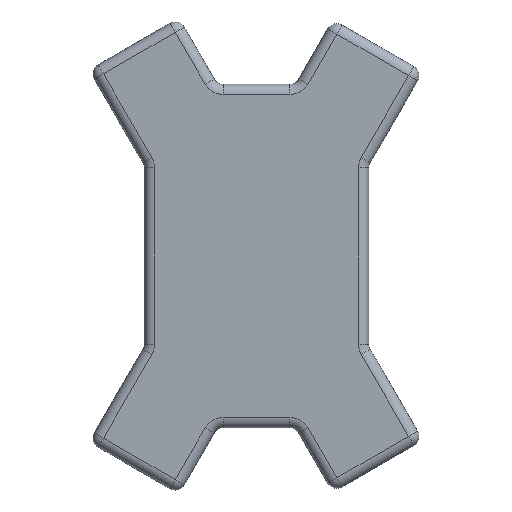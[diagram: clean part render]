
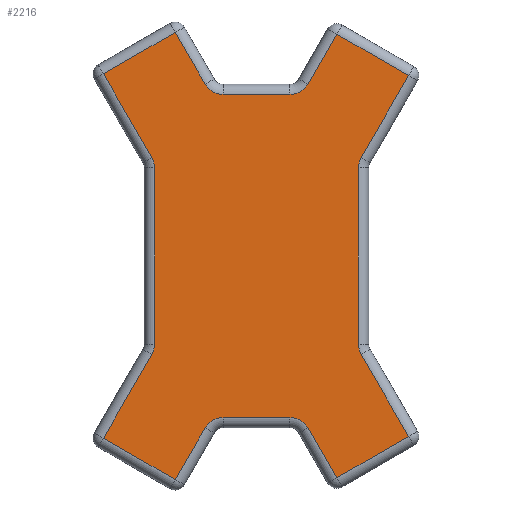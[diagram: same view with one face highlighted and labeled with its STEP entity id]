
A CAD part, front view. The second image highlights one B-rep face of the part: STEP entity #2216.
In plain terms, the highlighted planar face has unit normal (0, -1, 0).
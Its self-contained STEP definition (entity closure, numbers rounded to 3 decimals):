
#48=PLANE('',#2437);
#112=LINE('',#3263,#320);
#116=LINE('',#3281,#324);
#120=LINE('',#3308,#328);
#122=LINE('',#3341,#330);
#124=LINE('',#3351,#332);
#131=LINE('',#3376,#339);
#132=LINE('',#3419,#340);
#135=LINE('',#3423,#343);
#140=LINE('',#3437,#348);
#142=LINE('',#3440,#350);
#148=LINE('',#3455,#356);
#151=LINE('',#3459,#359);
#156=LINE('',#3473,#364);
#162=LINE('',#3488,#370);
#164=LINE('',#3491,#372);
#171=LINE('',#3507,#379);
#320=VECTOR('',#2567,10.);
#324=VECTOR('',#2587,10.);
#328=VECTOR('',#2617,10.);
#330=VECTOR('',#2655,10.);
#332=VECTOR('',#2667,10.);
#339=VECTOR('',#2694,10.);
#340=VECTOR('',#2743,10.);
#343=VECTOR('',#2748,10.);
#348=VECTOR('',#2763,10.);
#350=VECTOR('',#2767,10.);
#356=VECTOR('',#2783,10.);
#359=VECTOR('',#2788,10.);
#364=VECTOR('',#2803,10.);
#370=VECTOR('',#2819,10.);
#372=VECTOR('',#2823,10.);
#379=VECTOR('',#2840,10.);
#633=FACE_OUTER_BOUND('',#766,.T.);
#766=EDGE_LOOP('',(#1771,#1772,#1773,#1774,#1775,#1776,#1777,#1778,#1779,
#1780,#1781,#1782,#1783,#1784,#1785,#1786,#1787,#1788,#1789,#1790,#1791,
#1792,#1793,#1794));
#867=CIRCLE('',#2316,6.);
#872=CIRCLE('',#2323,6.);
#876=CIRCLE('',#2329,6.);
#880=CIRCLE('',#2335,6.);
#898=CIRCLE('',#2361,6.);
#902=CIRCLE('',#2368,6.);
#904=CIRCLE('',#2371,6.);
#910=CIRCLE('',#2378,6.);
#976=VERTEX_POINT('',#3252);
#977=VERTEX_POINT('',#3256);
#984=VERTEX_POINT('',#3275);
#985=VERTEX_POINT('',#3277);
#987=VERTEX_POINT('',#3285);
#989=VERTEX_POINT('',#3289);
#994=VERTEX_POINT('',#3302);
#995=VERTEX_POINT('',#3304);
#998=VERTEX_POINT('',#3314);
#999=VERTEX_POINT('',#3316);
#1000=VERTEX_POINT('',#3320);
#1005=VERTEX_POINT('',#3330);
#1008=VERTEX_POINT('',#3337);
#1009=VERTEX_POINT('',#3344);
#1015=VERTEX_POINT('',#3361);
#1017=VERTEX_POINT('',#3365);
#1022=VERTEX_POINT('',#3381);
#1023=VERTEX_POINT('',#3383);
#1024=VERTEX_POINT('',#3387);
#1025=VERTEX_POINT('',#3388);
#1030=VERTEX_POINT('',#3399);
#1031=VERTEX_POINT('',#3401);
#1032=VERTEX_POINT('',#3405);
#1037=VERTEX_POINT('',#3415);
#1185=EDGE_CURVE('',#977,#976,#112,.T.);
#1192=EDGE_CURVE('',#984,#985,#867,.T.);
#1194=EDGE_CURVE('',#976,#984,#116,.T.);
#1199=EDGE_CURVE('',#989,#987,#872,.T.);
#1205=EDGE_CURVE('',#994,#995,#876,.T.);
#1207=EDGE_CURVE('',#985,#994,#120,.T.);
#1211=EDGE_CURVE('',#998,#999,#880,.T.);
#1222=EDGE_CURVE('',#1000,#1008,#122,.T.);
#1227=EDGE_CURVE('',#1009,#1005,#124,.T.);
#1235=EDGE_CURVE('',#1017,#1015,#898,.T.);
#1240=EDGE_CURVE('',#1008,#1017,#131,.T.);
#1243=EDGE_CURVE('',#1022,#1023,#902,.T.);
#1245=EDGE_CURVE('',#1024,#1025,#904,.T.);
#1251=EDGE_CURVE('',#1030,#1031,#910,.T.);
#1259=EDGE_CURVE('',#1032,#1037,#132,.T.);
#1262=EDGE_CURVE('',#1037,#1030,#135,.T.);
#1269=EDGE_CURVE('',#1025,#1032,#140,.T.);
#1271=EDGE_CURVE('',#1031,#1022,#142,.T.);
#1279=EDGE_CURVE('',#1015,#1024,#148,.T.);
#1282=EDGE_CURVE('',#1023,#1009,#151,.T.);
#1289=EDGE_CURVE('',#1005,#998,#156,.T.);
#1297=EDGE_CURVE('',#995,#1000,#162,.T.);
#1299=EDGE_CURVE('',#999,#989,#164,.T.);
#1308=EDGE_CURVE('',#987,#977,#171,.T.);
#1771=ORIENTED_EDGE('',*,*,#1259,.F.);
#1772=ORIENTED_EDGE('',*,*,#1269,.F.);
#1773=ORIENTED_EDGE('',*,*,#1245,.F.);
#1774=ORIENTED_EDGE('',*,*,#1279,.F.);
#1775=ORIENTED_EDGE('',*,*,#1235,.F.);
#1776=ORIENTED_EDGE('',*,*,#1240,.F.);
#1777=ORIENTED_EDGE('',*,*,#1222,.F.);
#1778=ORIENTED_EDGE('',*,*,#1297,.F.);
#1779=ORIENTED_EDGE('',*,*,#1205,.F.);
#1780=ORIENTED_EDGE('',*,*,#1207,.F.);
#1781=ORIENTED_EDGE('',*,*,#1192,.F.);
#1782=ORIENTED_EDGE('',*,*,#1194,.F.);
#1783=ORIENTED_EDGE('',*,*,#1185,.F.);
#1784=ORIENTED_EDGE('',*,*,#1308,.F.);
#1785=ORIENTED_EDGE('',*,*,#1199,.F.);
#1786=ORIENTED_EDGE('',*,*,#1299,.F.);
#1787=ORIENTED_EDGE('',*,*,#1211,.F.);
#1788=ORIENTED_EDGE('',*,*,#1289,.F.);
#1789=ORIENTED_EDGE('',*,*,#1227,.F.);
#1790=ORIENTED_EDGE('',*,*,#1282,.F.);
#1791=ORIENTED_EDGE('',*,*,#1243,.F.);
#1792=ORIENTED_EDGE('',*,*,#1271,.F.);
#1793=ORIENTED_EDGE('',*,*,#1251,.F.);
#1794=ORIENTED_EDGE('',*,*,#1262,.F.);
#2216=ADVANCED_FACE('',(#633),#48,.T.);
#2316=AXIS2_PLACEMENT_3D('',#3278,#2581,#2582);
#2323=AXIS2_PLACEMENT_3D('',#3291,#2597,#2598);
#2329=AXIS2_PLACEMENT_3D('',#3305,#2611,#2612);
#2335=AXIS2_PLACEMENT_3D('',#3317,#2625,#2626);
#2361=AXIS2_PLACEMENT_3D('',#3367,#2683,#2684);
#2368=AXIS2_PLACEMENT_3D('',#3384,#2701,#2702);
#2371=AXIS2_PLACEMENT_3D('',#3389,#2707,#2708);
#2378=AXIS2_PLACEMENT_3D('',#3402,#2721,#2722);
#2437=AXIS2_PLACEMENT_3D('',#3608,#2923,#2924);
#2567=DIRECTION('',(-0.866,0.,0.5));
#2581=DIRECTION('center_axis',(0.,-1.,0.));
#2582=DIRECTION('ref_axis',(0.966,0.,-0.259));
#2587=DIRECTION('',(0.5,0.,0.866));
#2597=DIRECTION('center_axis',(0.,-1.,0.));
#2598=DIRECTION('ref_axis',(-0.5,0.,0.866));
#2611=DIRECTION('center_axis',(0.,-1.,0.));
#2612=DIRECTION('ref_axis',(0.966,0.,0.259));
#2617=DIRECTION('',(0.,0.,1.));
#2625=DIRECTION('center_axis',(0.,-1.,0.));
#2626=DIRECTION('ref_axis',(0.5,0.,0.866));
#2655=DIRECTION('',(0.866,0.,0.5));
#2667=DIRECTION('',(-0.866,0.,-0.5));
#2683=DIRECTION('center_axis',(0.,-1.,0.));
#2684=DIRECTION('ref_axis',(-0.5,0.,-0.866));
#2694=DIRECTION('',(0.5,0.,-0.866));
#2701=DIRECTION('center_axis',(0.,-1.,0.));
#2702=DIRECTION('ref_axis',(-0.966,0.,-0.259));
#2707=DIRECTION('center_axis',(0.,-1.,0.));
#2708=DIRECTION('ref_axis',(0.5,0.,-0.866));
#2721=DIRECTION('center_axis',(0.,-1.,0.));
#2722=DIRECTION('ref_axis',(-0.966,0.,0.259));
#2743=DIRECTION('',(0.866,0.,-0.5));
#2748=DIRECTION('',(-0.5,0.,-0.866));
#2763=DIRECTION('',(0.5,0.,0.866));
#2767=DIRECTION('',(0.,0.,-1.));
#2783=DIRECTION('',(1.,0.,0.));
#2788=DIRECTION('',(0.5,0.,-0.866));
#2803=DIRECTION('',(-0.5,0.,0.866));
#2819=DIRECTION('',(-0.5,0.,0.866));
#2823=DIRECTION('',(-1.,0.,0.));
#2840=DIRECTION('',(-0.5,0.,-0.866));
#2923=DIRECTION('center_axis',(0.,-1.,0.));
#2924=DIRECTION('ref_axis',(0.866,0.,0.5));
#3252=CARTESIAN_POINT('',(-10.635,-35.,147.057));
#3256=CARTESIAN_POINT('',(10.15,-35.,135.057));
#3263=CARTESIAN_POINT('',(-8.216,-35.,145.66));
#3275=CARTESIAN_POINT('',(3.35,-35.,171.279));
#3277=CARTESIAN_POINT('',(4.154,-35.,174.279));
#3278=CARTESIAN_POINT('Origin',(-1.846,-35.,174.279));
#3281=CARTESIAN_POINT('',(24.383,-35.,207.709));
#3285=CARTESIAN_POINT('',(18.804,-35.,150.047));
#3289=CARTESIAN_POINT('',(24.001,-35.,153.047));
#3291=CARTESIAN_POINT('Origin',(24.001,-35.,147.047));
#3302=CARTESIAN_POINT('',(4.154,-35.,225.267));
#3304=CARTESIAN_POINT('',(3.35,-35.,228.267));
#3305=CARTESIAN_POINT('Origin',(-1.846,-35.,225.267));
#3308=CARTESIAN_POINT('',(4.154,-35.,215.378));
#3314=CARTESIAN_POINT('',(48.511,-35.,150.047));
#3316=CARTESIAN_POINT('',(43.314,-35.,153.047));
#3317=CARTESIAN_POINT('Origin',(43.314,-35.,147.047));
#3320=CARTESIAN_POINT('',(-10.635,-35.,252.49));
#3330=CARTESIAN_POINT('',(56.877,-35.,135.557));
#3337=CARTESIAN_POINT('',(10.15,-35.,264.49));
#3341=CARTESIAN_POINT('',(-6.954,-35.,254.615));
#3344=CARTESIAN_POINT('',(77.661,-35.,147.557));
#3351=CARTESIAN_POINT('',(60.557,-35.,137.682));
#3361=CARTESIAN_POINT('',(24.001,-35.,246.499));
#3365=CARTESIAN_POINT('',(18.805,-35.,249.499));
#3367=CARTESIAN_POINT('Origin',(24.001,-35.,252.499));
#3376=CARTESIAN_POINT('',(38.037,-35.,216.187));
#3381=CARTESIAN_POINT('',(63.16,-35.,174.281));
#3383=CARTESIAN_POINT('',(63.964,-35.,171.281));
#3384=CARTESIAN_POINT('Origin',(69.16,-35.,174.281));
#3387=CARTESIAN_POINT('',(43.314,-35.,246.499));
#3388=CARTESIAN_POINT('',(48.51,-35.,249.499));
#3389=CARTESIAN_POINT('Origin',(43.314,-35.,252.499));
#3399=CARTESIAN_POINT('',(63.964,-35.,228.265));
#3401=CARTESIAN_POINT('',(63.16,-35.,225.265));
#3402=CARTESIAN_POINT('Origin',(69.16,-35.,225.265));
#3405=CARTESIAN_POINT('',(56.877,-35.,263.99));
#3415=CARTESIAN_POINT('',(77.661,-35.,251.99));
#3419=CARTESIAN_POINT('',(59.295,-35.,262.593));
#3423=CARTESIAN_POINT('',(45.167,-35.,195.709));
#3437=CARTESIAN_POINT('',(24.383,-35.,207.709));
#3440=CARTESIAN_POINT('',(63.16,-35.,183.757));
#3455=CARTESIAN_POINT('',(29.85,-35.,246.499));
#3459=CARTESIAN_POINT('',(38.037,-35.,216.187));
#3473=CARTESIAN_POINT('',(17.253,-35.,204.187));
#3488=CARTESIAN_POINT('',(17.253,-35.,204.187));
#3491=CARTESIAN_POINT('',(29.85,-35.,153.047));
#3507=CARTESIAN_POINT('',(45.167,-35.,195.709));
#3608=CARTESIAN_POINT('Origin',(14.655,-35.,202.687));
